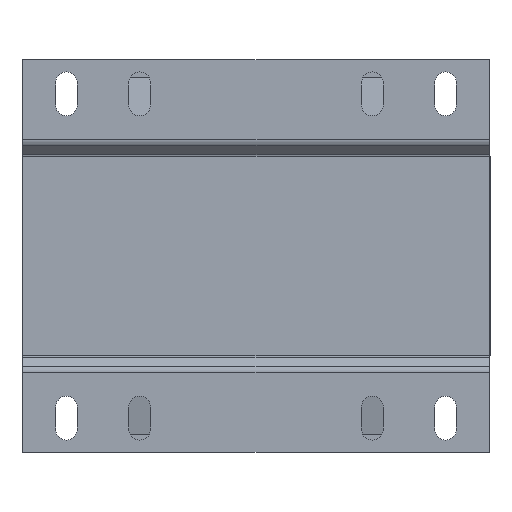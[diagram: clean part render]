
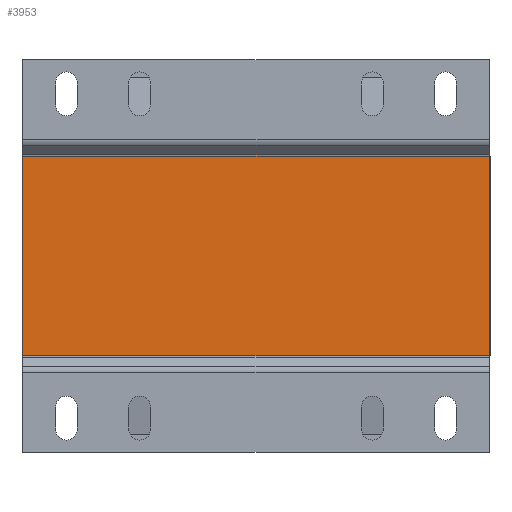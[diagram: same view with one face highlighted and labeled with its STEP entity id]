
A CAD part, front view. The second image highlights one B-rep face of the part: STEP entity #3953.
In plain terms, the highlighted planar face has unit normal (0, -1, 0).
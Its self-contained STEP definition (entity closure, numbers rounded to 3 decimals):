
#230 = EDGE_CURVE ( 'Defeature ausgef�hrt1_94+Defeature ausgef�hrt1_114+Defeature ausgef�hrt1_92+Defeature ausgef�hrt1_93', #7608, #4806, #4857, .T. ) ;
#563 = EDGE_CURVE ( 'Defeature ausgef�hrt1_97+Defeature ausgef�hrt1_94+Defeature ausgef�hrt1_95+Defeature ausgef�hrt1_96', #2646, #1527, #9121, .T. ) ;
#1132 = VECTOR ( 'NONE', #8049, 1000. ) ;
#1264 = VECTOR ( 'NONE', #6252, 1000. ) ;
#1290 = DIRECTION ( 'NONE',  ( 0., 0., 1. ) ) ;
#1527 = VERTEX_POINT ( 'NONE', #2117 ) ;
#1740 = VECTOR ( 'NONE', #1290, 1000. ) ;
#2117 = CARTESIAN_POINT ( 'NONE',  ( -95.75, -82.5, -41. ) ) ;
#2246 = ORIENTED_EDGE ( 'NONE', *, *, #5791, .F. ) ;
#2646 = VERTEX_POINT ( 'NONE', #2962 ) ;
#2686 = CARTESIAN_POINT ( 'NONE',  ( 95.75, -82.5, 41. ) ) ;
#2845 = PLANE ( 'NONE',  #6477 ) ;
#2890 = VECTOR ( 'NONE', #5067, 1000. ) ;
#2909 = FACE_OUTER_BOUND ( 'NONE', #6435, .T. ) ;
#2962 = CARTESIAN_POINT ( 'NONE',  ( 95.75, -82.5, -41. ) ) ;
#3953 = ADVANCED_FACE ( 'Defeature ausgef�hrt1_94', ( #2909 ), #2845, .F. ) ;
#4013 = CARTESIAN_POINT ( 'NONE',  ( 0., -82.5, -41. ) ) ;
#4292 = LINE ( 'NONE', #5696, #1740 ) ;
#4372 = CARTESIAN_POINT ( 'NONE',  ( 0., -82.5, 0. ) ) ;
#4464 = EDGE_CURVE ( 'Defeature ausgef�hrt1_93+Defeature ausgef�hrt1_94+Defeature ausgef�hrt1_96+Defeature ausgef�hrt1_113', #1527, #4806, #4292, .T. ) ;
#4503 = CARTESIAN_POINT ( 'NONE',  ( 95.75, -82.5, 80.5 ) ) ;
#4806 = VERTEX_POINT ( 'NONE', #7747 ) ;
#4857 = LINE ( 'NONE', #8737, #2890 ) ;
#5067 = DIRECTION ( 'NONE',  ( -1., 0., 0. ) ) ;
#5696 = CARTESIAN_POINT ( 'NONE',  ( -95.75, -82.5, 80.5 ) ) ;
#5791 = EDGE_CURVE ( 'Defeature ausgef�hrt1_92+Defeature ausgef�hrt1_94+Defeature ausgef�hrt1_112+Defeature ausgef�hrt1_95', #7608, #2646, #8188, .T. ) ;
#5870 = DIRECTION ( 'NONE',  ( 1., 0., 0. ) ) ;
#6252 = DIRECTION ( 'NONE',  ( -1., 0., 0. ) ) ;
#6435 = EDGE_LOOP ( 'NONE', ( #8637, #2246, #9519, #8372 ) ) ;
#6477 = AXIS2_PLACEMENT_3D ( 'NONE', #4372, #6616, #5870 ) ;
#6616 = DIRECTION ( 'NONE',  ( 0., 1., 0. ) ) ;
#7608 = VERTEX_POINT ( 'NONE', #2686 ) ;
#7747 = CARTESIAN_POINT ( 'NONE',  ( -95.75, -82.5, 41. ) ) ;
#8049 = DIRECTION ( 'NONE',  ( 0., 0., -1. ) ) ;
#8188 = LINE ( 'NONE', #4503, #1132 ) ;
#8372 = ORIENTED_EDGE ( 'NONE', *, *, #4464, .F. ) ;
#8637 = ORIENTED_EDGE ( 'NONE', *, *, #563, .F. ) ;
#8737 = CARTESIAN_POINT ( 'NONE',  ( 0., -82.5, 41. ) ) ;
#9121 = LINE ( 'NONE', #4013, #1264 ) ;
#9519 = ORIENTED_EDGE ( 'NONE', *, *, #230, .T. ) ;
